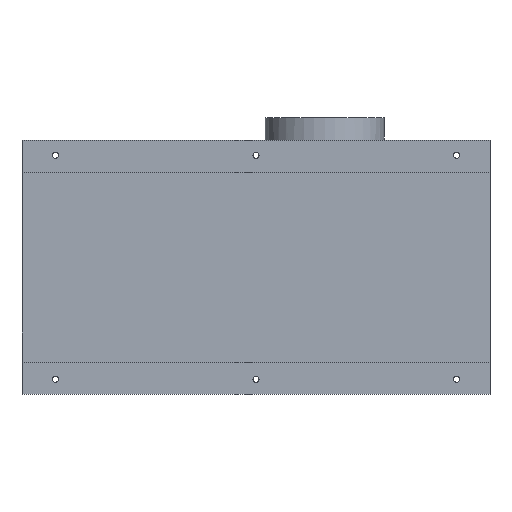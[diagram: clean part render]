
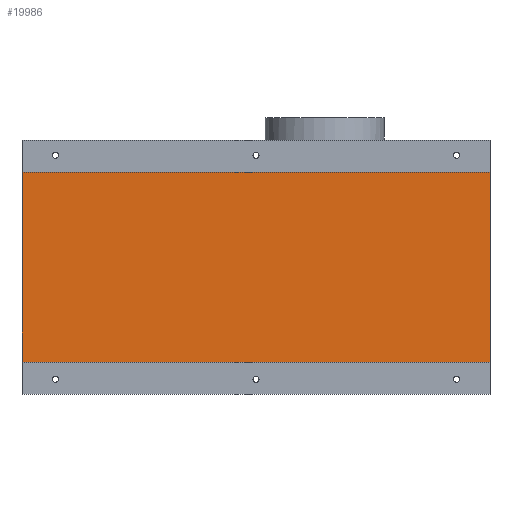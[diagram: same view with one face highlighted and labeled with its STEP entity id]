
A CAD part, front view. The second image highlights one B-rep face of the part: STEP entity #19986.
In plain terms, the highlighted planar face has unit normal (0, -1, 0).
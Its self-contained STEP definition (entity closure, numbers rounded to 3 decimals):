
#19930=CARTESIAN_POINT('',(1015.0,-390.,-372.5));
#19931=VERTEX_POINT('',#19930);
#19938=CARTESIAN_POINT('',(-385.,-390.,-372.5));
#19939=VERTEX_POINT('',#19938);
#19940=CARTESIAN_POINT('',(-385.,-390.,-372.5));
#19941=DIRECTION('',(1.0,0.0,0.0));
#19942=VECTOR('',#19941,1400.0);
#19943=LINE('',#19940,#19942);
#19944=EDGE_CURVE('',#19939,#19931,#19943,.T.);
#19956=CARTESIAN_POINT('',(-385.,-390.,-372.5));
#19957=DIRECTION('',(0.0,-1.0,0.0));
#19958=DIRECTION('',(0.0,0.0,-1.0));
#19959=AXIS2_PLACEMENT_3D('',#19956,#19957,#19958);
#19960=PLANE('',#19959);
#19961=CARTESIAN_POINT('',(1015.0,-390.,195.5));
#19962=VERTEX_POINT('',#19961);
#19963=CARTESIAN_POINT('',(1015.0,-390.,-372.5));
#19964=DIRECTION('',(0.0,0.0,1.0));
#19965=VECTOR('',#19964,568.0);
#19966=LINE('',#19963,#19965);
#19967=EDGE_CURVE('',#19931,#19962,#19966,.T.);
#19968=ORIENTED_EDGE('',*,*,#19967,.T.);
#19969=CARTESIAN_POINT('',(-385.,-390.,195.5));
#19970=VERTEX_POINT('',#19969);
#19971=CARTESIAN_POINT('',(-385.,-390.,195.5));
#19972=DIRECTION('',(1.0,0.0,0.0));
#19973=VECTOR('',#19972,1400.0);
#19974=LINE('',#19971,#19973);
#19975=EDGE_CURVE('',#19970,#19962,#19974,.T.);
#19976=ORIENTED_EDGE('',*,*,#19975,.F.);
#19977=CARTESIAN_POINT('',(-385.,-390.,195.5));
#19978=DIRECTION('',(0.0,0.0,-1.0));
#19979=VECTOR('',#19978,568.0);
#19980=LINE('',#19977,#19979);
#19981=EDGE_CURVE('',#19970,#19939,#19980,.T.);
#19982=ORIENTED_EDGE('',*,*,#19981,.T.);
#19983=ORIENTED_EDGE('',*,*,#19944,.T.);
#19984=EDGE_LOOP('',(#19968,#19976,#19982,#19983));
#19985=FACE_OUTER_BOUND('',#19984,.T.);
#19986=ADVANCED_FACE('',(#19985),#19960,.T.);
